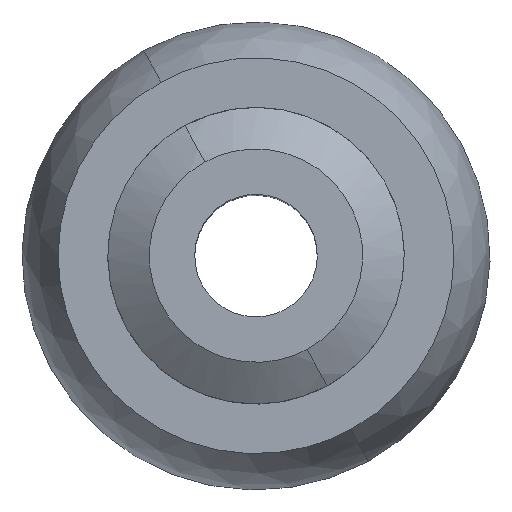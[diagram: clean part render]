
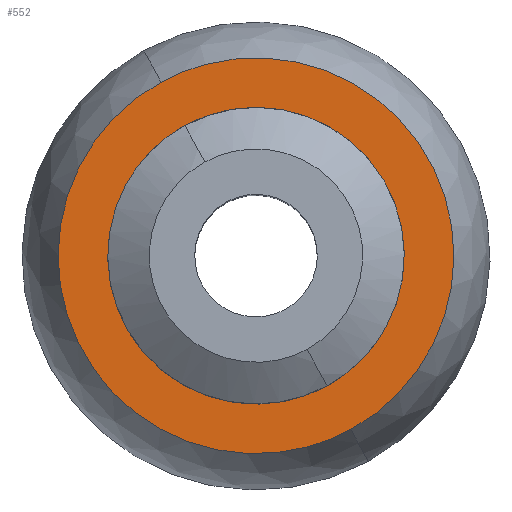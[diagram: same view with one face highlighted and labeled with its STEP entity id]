
A CAD part, top view. The second image highlights one B-rep face of the part: STEP entity #552.
In plain terms, the highlighted planar face has unit normal (0, 0, 1).
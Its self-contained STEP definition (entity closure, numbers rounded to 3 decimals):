
#248=CARTESIAN_POINT('Vertex',(-5.309,2.901,5.1)) ;
#251=CARTESIAN_POINT('Axis2P3D Location',(0.,0.,5.1)) ;
#255=CARTESIAN_POINT('Vertex',(5.309,-2.901,5.1)) ;
#441=CARTESIAN_POINT('Vertex',(3.871,-7.086,5.1)) ;
#448=CARTESIAN_POINT('Vertex',(-3.871,7.086,5.1)) ;
#452=CARTESIAN_POINT('Control Point',(3.871,-7.086,5.1)) ;
#453=CARTESIAN_POINT('Control Point',(5.504,-6.194,5.1)) ;
#454=CARTESIAN_POINT('Control Point',(6.88,-4.831,5.1)) ;
#455=CARTESIAN_POINT('Control Point',(7.816,-3.095,5.1)) ;
#456=CARTESIAN_POINT('Control Point',(8.39,-0.247,5.1)) ;
#457=CARTESIAN_POINT('Control Point',(7.762,2.503,5.1)) ;
#458=CARTESIAN_POINT('Control Point',(7.421,3.383,5.1)) ;
#459=CARTESIAN_POINT('Control Point',(6.495,5.019,5.1)) ;
#460=CARTESIAN_POINT('Control Point',(5.144,6.328,5.1)) ;
#461=CARTESIAN_POINT('Control Point',(4.379,6.88,5.1)) ;
#462=CARTESIAN_POINT('Control Point',(2.334,7.944,5.1)) ;
#463=CARTESIAN_POINT('Control Point',(0.023,8.247,5.1)) ;
#464=CARTESIAN_POINT('Control Point',(-1.364,8.133,5.1)) ;
#465=CARTESIAN_POINT('Control Point',(-2.685,7.733,5.1)) ;
#466=CARTESIAN_POINT('Control Point',(-3.871,7.086,5.1)) ;
#476=CARTESIAN_POINT('Control Point',(-3.871,7.086,5.1)) ;
#477=CARTESIAN_POINT('Control Point',(-5.504,6.194,5.1)) ;
#478=CARTESIAN_POINT('Control Point',(-6.88,4.831,5.1)) ;
#479=CARTESIAN_POINT('Control Point',(-7.816,3.095,5.1)) ;
#480=CARTESIAN_POINT('Control Point',(-8.39,0.247,5.1)) ;
#481=CARTESIAN_POINT('Control Point',(-7.762,-2.503,5.1)) ;
#482=CARTESIAN_POINT('Control Point',(-7.421,-3.383,5.1)) ;
#483=CARTESIAN_POINT('Control Point',(-6.495,-5.019,5.1)) ;
#484=CARTESIAN_POINT('Control Point',(-5.144,-6.328,5.1)) ;
#485=CARTESIAN_POINT('Control Point',(-4.379,-6.88,5.1)) ;
#486=CARTESIAN_POINT('Control Point',(-2.334,-7.944,5.1)) ;
#487=CARTESIAN_POINT('Control Point',(-0.023,-8.247,5.1)) ;
#488=CARTESIAN_POINT('Control Point',(1.364,-8.133,5.1)) ;
#489=CARTESIAN_POINT('Control Point',(2.685,-7.733,5.1)) ;
#490=CARTESIAN_POINT('Control Point',(3.871,-7.086,5.1)) ;
#534=CARTESIAN_POINT('Axis2P3D Location',(8.65,0.,5.1)) ;
#543=CARTESIAN_POINT('Axis2P3D Location',(0.,0.,5.1)) ;
#252=DIRECTION('Axis2P3D Direction',(0.,0.,-1.)) ;
#535=DIRECTION('Axis2P3D Direction',(0.,0.,-1.)) ;
#536=DIRECTION('Axis2P3D XDirection',(1.,0.,0.)) ;
#544=DIRECTION('Axis2P3D Direction',(0.,0.,-1.)) ;
#253=AXIS2_PLACEMENT_3D('Circle Axis2P3D',#251,#252,$) ;
#537=AXIS2_PLACEMENT_3D('Plane Axis2P3D',#534,#535,#536) ;
#545=AXIS2_PLACEMENT_3D('Circle Axis2P3D',#543,#544,$) ;
#540=ORIENTED_EDGE('',*,*,#491,.T.) ;
#541=ORIENTED_EDGE('',*,*,#467,.T.) ;
#549=ORIENTED_EDGE('',*,*,#547,.T.) ;
#550=ORIENTED_EDGE('',*,*,#257,.T.) ;
#551=FACE_BOUND('',#548,.T.) ;
#552=ADVANCED_FACE('Corps principal',(#542,#551),#538,.F.) ;
#451=B_SPLINE_CURVE_WITH_KNOTS('',5,(#452,#453,#454,#455,#456,#457,#458,#459,#460,#461,#462,#463,#464,#465,#466),.UNSPECIFIED.,.F.,.U.,(6,3,3,3,6),(0.,14.412,21.619,28.826,39.288),.UNSPECIFIED.) ;
#475=B_SPLINE_CURVE_WITH_KNOTS('',5,(#476,#477,#478,#479,#480,#481,#482,#483,#484,#485,#486,#487,#488,#489,#490),.UNSPECIFIED.,.F.,.U.,(6,3,3,3,6),(0.,14.412,21.619,28.826,39.288),.UNSPECIFIED.) ;
#254=CIRCLE('generated circle',#253,6.05) ;
#546=CIRCLE('generated circle',#545,6.05) ;
#257=EDGE_CURVE('',#256,#249,#254,.T.) ;
#467=EDGE_CURVE('',#442,#449,#451,.T.) ;
#491=EDGE_CURVE('',#449,#442,#475,.T.) ;
#547=EDGE_CURVE('',#249,#256,#546,.T.) ;
#539=EDGE_LOOP('',(#540,#541)) ;
#548=EDGE_LOOP('',(#549,#550)) ;
#542=FACE_OUTER_BOUND('',#539,.T.) ;
#538=PLANE('',#537) ;
#249=VERTEX_POINT('',#248) ;
#256=VERTEX_POINT('',#255) ;
#442=VERTEX_POINT('',#441) ;
#449=VERTEX_POINT('',#448) ;
